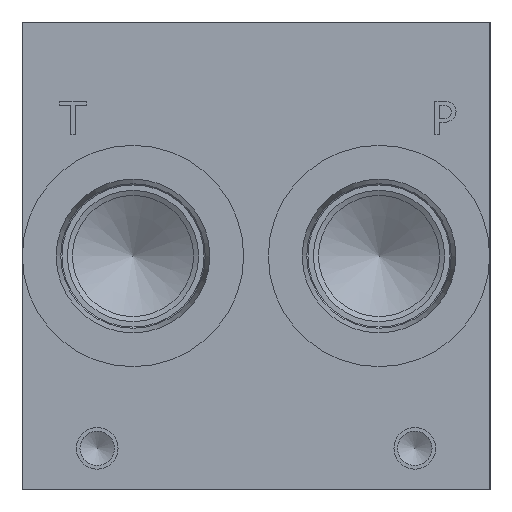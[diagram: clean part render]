
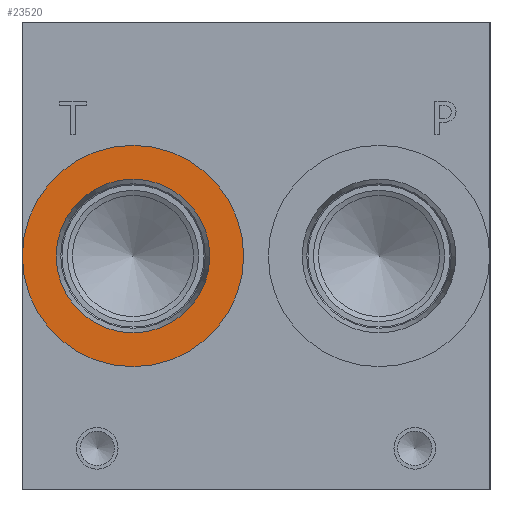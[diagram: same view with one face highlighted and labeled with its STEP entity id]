
A CAD part, left-side view. The second image highlights one B-rep face of the part: STEP entity #23520.
In plain terms, the highlighted planar face has unit normal (-1, 0, 0).
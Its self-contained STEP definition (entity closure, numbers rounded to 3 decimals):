
#911=CIRCLE('',#24747,21.019);
#912=CIRCLE('',#24748,21.019);
#913=CIRCLE('',#24750,14.592);
#914=CIRCLE('',#24751,14.592);
#2219=FACE_BOUND('',#4611,.T.);
#3225=FACE_OUTER_BOUND('',#4610,.T.);
#4610=EDGE_LOOP('',(#19366,#19367));
#4611=EDGE_LOOP('',(#19368,#19369));
#10601=VERTEX_POINT('',#39785);
#10602=VERTEX_POINT('',#39787);
#10603=VERTEX_POINT('',#39791);
#10604=VERTEX_POINT('',#39792);
#13710=EDGE_CURVE('',#10601,#10602,#911,.T.);
#13711=EDGE_CURVE('',#10602,#10601,#912,.T.);
#13712=EDGE_CURVE('',#10603,#10604,#913,.T.);
#13713=EDGE_CURVE('',#10604,#10603,#914,.T.);
#19366=ORIENTED_EDGE('',*,*,#13711,.F.);
#19367=ORIENTED_EDGE('',*,*,#13710,.F.);
#19368=ORIENTED_EDGE('',*,*,#13712,.T.);
#19369=ORIENTED_EDGE('',*,*,#13713,.T.);
#21851=PLANE('',#24749);
#23520=ADVANCED_FACE('',(#3225,#2219),#21851,.F.);
#24747=AXIS2_PLACEMENT_3D('',#39788,#29033,#29034);
#24748=AXIS2_PLACEMENT_3D('',#39789,#29035,#29036);
#24749=AXIS2_PLACEMENT_3D('',#39790,#29037,#29038);
#24750=AXIS2_PLACEMENT_3D('',#39793,#29039,#29040);
#24751=AXIS2_PLACEMENT_3D('',#39794,#29041,#29042);
#29033=DIRECTION('center_axis',(1.,0.,0.));
#29034=DIRECTION('ref_axis',(0.,0.,-1.));
#29035=DIRECTION('center_axis',(1.,0.,0.));
#29036=DIRECTION('ref_axis',(0.,0.,-1.));
#29037=DIRECTION('center_axis',(1.,0.,0.));
#29038=DIRECTION('ref_axis',(0.,0.,-1.));
#29039=DIRECTION('center_axis',(1.,0.,0.));
#29040=DIRECTION('ref_axis',(0.,0.,-1.));
#29041=DIRECTION('center_axis',(1.,0.,0.));
#29042=DIRECTION('ref_axis',(0.,0.,-1.));
#39785=CARTESIAN_POINT('',(0.787,67.818,23.432));
#39787=CARTESIAN_POINT('',(0.787,67.818,65.469));
#39788=CARTESIAN_POINT('Origin',(0.787,67.818,44.45));
#39789=CARTESIAN_POINT('Origin',(0.787,67.818,44.45));
#39790=CARTESIAN_POINT('Origin',(0.787,67.818,59.042));
#39791=CARTESIAN_POINT('',(0.787,67.818,59.042));
#39792=CARTESIAN_POINT('',(0.787,67.818,29.858));
#39793=CARTESIAN_POINT('Origin',(0.787,67.818,44.45));
#39794=CARTESIAN_POINT('Origin',(0.787,67.818,44.45));
